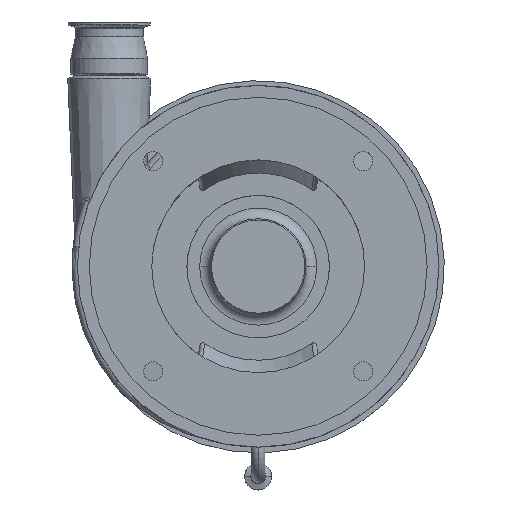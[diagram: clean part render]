
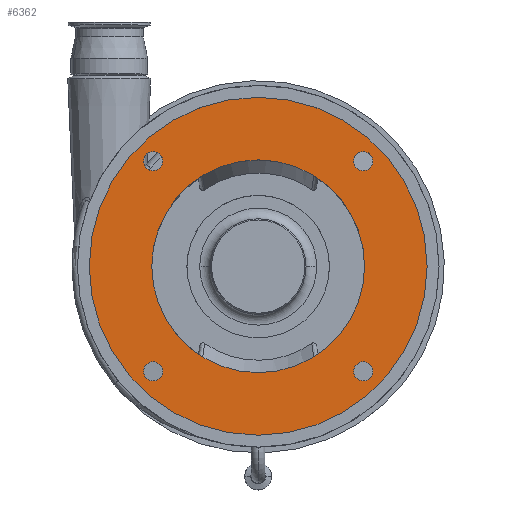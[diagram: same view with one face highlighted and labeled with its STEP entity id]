
A CAD part, top view. The second image highlights one B-rep face of the part: STEP entity #6362.
In plain terms, the highlighted planar face has unit normal (0, 0, 1).
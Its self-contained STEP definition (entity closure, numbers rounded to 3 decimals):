
#99 = DIRECTION ( 'NONE',  ( 1., 0., 0. ) ) ;
#143 = VERTEX_POINT ( 'NONE', #11073 ) ;
#345 = ORIENTED_EDGE ( 'NONE', *, *, #2698, .T. ) ;
#443 = AXIS2_PLACEMENT_3D ( 'NONE', #10842, #7029, #14413 ) ;
#774 = EDGE_CURVE ( 'NONE', #2812, #7759, #2441, .T. ) ;
#850 = CARTESIAN_POINT ( 'NONE',  ( 98.783, -98.783, 254.5 ) ) ;
#1047 = CARTESIAN_POINT ( 'NONE',  ( 98.783, -98.783, 254.5 ) ) ;
#1076 = FACE_BOUND ( 'NONE', #12995, .T. ) ;
#1121 = DIRECTION ( 'NONE',  ( 0., 0., -1. ) ) ;
#1191 = VERTEX_POINT ( 'NONE', #11555 ) ;
#1286 = ORIENTED_EDGE ( 'NONE', *, *, #12182, .T. ) ;
#1291 = DIRECTION ( 'NONE',  ( 1., 0., 0. ) ) ;
#1443 = AXIS2_PLACEMENT_3D ( 'NONE', #8702, #8787, #5078 ) ;
#1652 = ORIENTED_EDGE ( 'NONE', *, *, #6300, .T. ) ;
#1678 = CIRCLE ( 'NONE', #15999, 9. ) ;
#1759 = CARTESIAN_POINT ( 'NONE',  ( -98.783, -98.783, 254.5 ) ) ;
#1817 = CARTESIAN_POINT ( 'NONE',  ( 107.783, -98.783, 254.5 ) ) ;
#1925 = CARTESIAN_POINT ( 'NONE',  ( 89.783, -98.783, 254.5 ) ) ;
#2222 = CARTESIAN_POINT ( 'NONE',  ( 89.783, 98.783, 254.5 ) ) ;
#2327 = DIRECTION ( 'NONE',  ( 1., 0., 0. ) ) ;
#2441 = CIRCLE ( 'NONE', #11512, 9. ) ;
#2669 = DIRECTION ( 'NONE',  ( 0., 0., 1. ) ) ;
#2698 = EDGE_CURVE ( 'NONE', #9954, #5058, #7953, .T. ) ;
#2812 = VERTEX_POINT ( 'NONE', #1817 ) ;
#2841 = CIRCLE ( 'NONE', #7806, 9. ) ;
#2964 = CARTESIAN_POINT ( 'NONE',  ( 0., 0., 254.5 ) ) ;
#3196 = DIRECTION ( 'NONE',  ( 0., 0., -1. ) ) ;
#3280 = CARTESIAN_POINT ( 'NONE',  ( 0., 0., 254.5 ) ) ;
#3387 = AXIS2_PLACEMENT_3D ( 'NONE', #8054, #4035, #9259 ) ;
#3409 = DIRECTION ( 'NONE',  ( 0., 0., -1. ) ) ;
#3841 = DIRECTION ( 'NONE',  ( 1., 0., 0. ) ) ;
#3882 = EDGE_LOOP ( 'NONE', ( #10475, #1652 ) ) ;
#4035 = DIRECTION ( 'NONE',  ( 0., 0., -1. ) ) ;
#4071 = ORIENTED_EDGE ( 'NONE', *, *, #11927, .T. ) ;
#4082 = DIRECTION ( 'NONE',  ( 1., 0., 0. ) ) ;
#4090 = VERTEX_POINT ( 'NONE', #11552 ) ;
#4144 = ORIENTED_EDGE ( 'NONE', *, *, #14536, .T. ) ;
#4268 = CARTESIAN_POINT ( 'NONE',  ( -158.8, 0., 254.5 ) ) ;
#4735 = FACE_BOUND ( 'NONE', #10985, .T. ) ;
#4770 = EDGE_LOOP ( 'NONE', ( #9508, #13871 ) ) ;
#5043 = VERTEX_POINT ( 'NONE', #9104 ) ;
#5058 = VERTEX_POINT ( 'NONE', #4268 ) ;
#5078 = DIRECTION ( 'NONE',  ( 1., 0., 0. ) ) ;
#5133 = AXIS2_PLACEMENT_3D ( 'NONE', #10213, #12964, #11492 ) ;
#5280 = AXIS2_PLACEMENT_3D ( 'NONE', #3280, #9378, #13188 ) ;
#5397 = ORIENTED_EDGE ( 'NONE', *, *, #12967, .T. ) ;
#5505 = DIRECTION ( 'NONE',  ( 1., 0., 0. ) ) ;
#5683 = CIRCLE ( 'NONE', #3387, 9. ) ;
#6044 = FACE_BOUND ( 'NONE', #4770, .T. ) ;
#6109 = AXIS2_PLACEMENT_3D ( 'NONE', #10230, #2669, #99 ) ;
#6188 = DIRECTION ( 'NONE',  ( 0., 0., -1. ) ) ;
#6199 = VERTEX_POINT ( 'NONE', #9004 ) ;
#6254 = DIRECTION ( 'NONE',  ( 1., 0., 0. ) ) ;
#6300 = EDGE_CURVE ( 'NONE', #11862, #6199, #16124, .T. ) ;
#6362 = ADVANCED_FACE ( 'NONE', ( #4735, #13534, #8527, #9635, #1076, #6044 ), #7376, .T. ) ;
#6971 = CIRCLE ( 'NONE', #5133, 9. ) ;
#7029 = DIRECTION ( 'NONE',  ( 0., 0., 1. ) ) ;
#7325 = EDGE_CURVE ( 'NONE', #13217, #1191, #5683, .T. ) ;
#7376 = PLANE ( 'NONE',  #443 ) ;
#7513 = CIRCLE ( 'NONE', #10572, 9. ) ;
#7759 = VERTEX_POINT ( 'NONE', #1925 ) ;
#7806 = AXIS2_PLACEMENT_3D ( 'NONE', #14913, #12313, #1291 ) ;
#7953 = CIRCLE ( 'NONE', #6109, 158.8 ) ;
#8054 = CARTESIAN_POINT ( 'NONE',  ( -98.783, 98.783, 254.5 ) ) ;
#8276 = AXIS2_PLACEMENT_3D ( 'NONE', #14663, #1121, #6254 ) ;
#8527 = FACE_OUTER_BOUND ( 'NONE', #12375, .T. ) ;
#8551 = CARTESIAN_POINT ( 'NONE',  ( 98.783, 98.783, 254.5 ) ) ;
#8654 = EDGE_LOOP ( 'NONE', ( #10911, #5397 ) ) ;
#8702 = CARTESIAN_POINT ( 'NONE',  ( 0., 0., 254.5 ) ) ;
#8786 = CIRCLE ( 'NONE', #1443, 100. ) ;
#8787 = DIRECTION ( 'NONE',  ( 0., 0., -1. ) ) ;
#9004 = CARTESIAN_POINT ( 'NONE',  ( -100., 0., 254.5 ) ) ;
#9018 = AXIS2_PLACEMENT_3D ( 'NONE', #1047, #6188, #3841 ) ;
#9104 = CARTESIAN_POINT ( 'NONE',  ( -107.783, -98.783, 254.5 ) ) ;
#9115 = AXIS2_PLACEMENT_3D ( 'NONE', #2964, #3196, #4082 ) ;
#9259 = DIRECTION ( 'NONE',  ( 1., 0., 0. ) ) ;
#9378 = DIRECTION ( 'NONE',  ( 0., 0., 1. ) ) ;
#9508 = ORIENTED_EDGE ( 'NONE', *, *, #15974, .T. ) ;
#9635 = FACE_BOUND ( 'NONE', #3882, .T. ) ;
#9954 = VERTEX_POINT ( 'NONE', #11965 ) ;
#10213 = CARTESIAN_POINT ( 'NONE',  ( -98.783, -98.783, 254.5 ) ) ;
#10230 = CARTESIAN_POINT ( 'NONE',  ( 0., 0., 254.5 ) ) ;
#10475 = ORIENTED_EDGE ( 'NONE', *, *, #12866, .T. ) ;
#10536 = DIRECTION ( 'NONE',  ( 1., 0., 0. ) ) ;
#10572 = AXIS2_PLACEMENT_3D ( 'NONE', #8551, #13475, #2327 ) ;
#10842 = CARTESIAN_POINT ( 'NONE',  ( 0., 0., 254.5 ) ) ;
#10911 = ORIENTED_EDGE ( 'NONE', *, *, #774, .T. ) ;
#10920 = VERTEX_POINT ( 'NONE', #2222 ) ;
#10985 = EDGE_LOOP ( 'NONE', ( #15336, #12275 ) ) ;
#11073 = CARTESIAN_POINT ( 'NONE',  ( -89.783, -98.783, 254.5 ) ) ;
#11492 = DIRECTION ( 'NONE',  ( 1., 0., 0. ) ) ;
#11512 = AXIS2_PLACEMENT_3D ( 'NONE', #850, #3409, #10536 ) ;
#11552 = CARTESIAN_POINT ( 'NONE',  ( 107.783, 98.783, 254.5 ) ) ;
#11555 = CARTESIAN_POINT ( 'NONE',  ( -107.783, 98.783, 254.5 ) ) ;
#11619 = DIRECTION ( 'NONE',  ( 0., 0., -1. ) ) ;
#11862 = VERTEX_POINT ( 'NONE', #13846 ) ;
#11927 = EDGE_CURVE ( 'NONE', #5058, #9954, #15406, .T. ) ;
#11965 = CARTESIAN_POINT ( 'NONE',  ( 158.8, 0., 254.5 ) ) ;
#12182 = EDGE_CURVE ( 'NONE', #5043, #143, #1678, .T. ) ;
#12275 = ORIENTED_EDGE ( 'NONE', *, *, #13944, .T. ) ;
#12313 = DIRECTION ( 'NONE',  ( 0., 0., -1. ) ) ;
#12375 = EDGE_LOOP ( 'NONE', ( #345, #4071 ) ) ;
#12866 = EDGE_CURVE ( 'NONE', #6199, #11862, #8786, .T. ) ;
#12964 = DIRECTION ( 'NONE',  ( 0., 0., -1. ) ) ;
#12967 = EDGE_CURVE ( 'NONE', #7759, #2812, #16007, .T. ) ;
#12995 = EDGE_LOOP ( 'NONE', ( #4144, #1286 ) ) ;
#13188 = DIRECTION ( 'NONE',  ( 1., 0., 0. ) ) ;
#13217 = VERTEX_POINT ( 'NONE', #14746 ) ;
#13475 = DIRECTION ( 'NONE',  ( 0., 0., -1. ) ) ;
#13534 = FACE_BOUND ( 'NONE', #8654, .T. ) ;
#13846 = CARTESIAN_POINT ( 'NONE',  ( 100., 0., 254.5 ) ) ;
#13871 = ORIENTED_EDGE ( 'NONE', *, *, #14440, .T. ) ;
#13944 = EDGE_CURVE ( 'NONE', #1191, #13217, #14994, .T. ) ;
#14413 = DIRECTION ( 'NONE',  ( 1., 0., 0. ) ) ;
#14440 = EDGE_CURVE ( 'NONE', #10920, #4090, #7513, .T. ) ;
#14536 = EDGE_CURVE ( 'NONE', #143, #5043, #6971, .T. ) ;
#14663 = CARTESIAN_POINT ( 'NONE',  ( -98.783, 98.783, 254.5 ) ) ;
#14746 = CARTESIAN_POINT ( 'NONE',  ( -89.783, 98.783, 254.5 ) ) ;
#14913 = CARTESIAN_POINT ( 'NONE',  ( 98.783, 98.783, 254.5 ) ) ;
#14994 = CIRCLE ( 'NONE', #8276, 9. ) ;
#15336 = ORIENTED_EDGE ( 'NONE', *, *, #7325, .T. ) ;
#15406 = CIRCLE ( 'NONE', #5280, 158.8 ) ;
#15974 = EDGE_CURVE ( 'NONE', #4090, #10920, #2841, .T. ) ;
#15999 = AXIS2_PLACEMENT_3D ( 'NONE', #1759, #11619, #5505 ) ;
#16007 = CIRCLE ( 'NONE', #9018, 9. ) ;
#16124 = CIRCLE ( 'NONE', #9115, 100. ) ;
